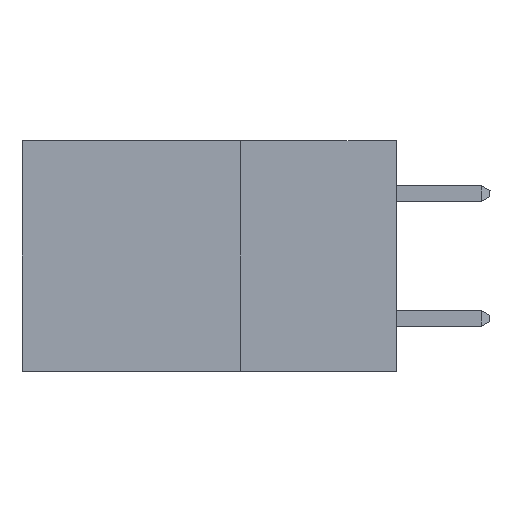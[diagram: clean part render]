
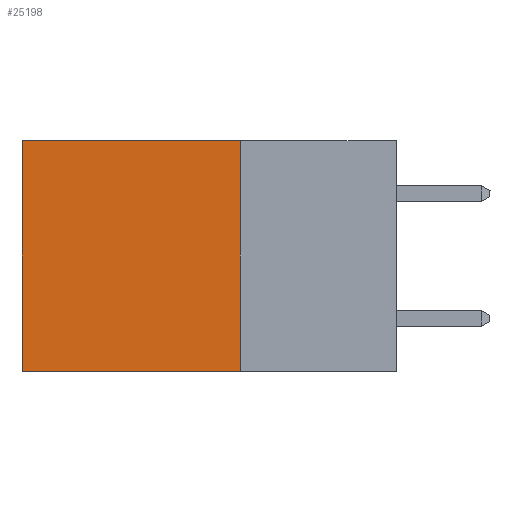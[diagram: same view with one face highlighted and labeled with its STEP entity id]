
A CAD part, left-side view. The second image highlights one B-rep face of the part: STEP entity #25198.
In plain terms, the highlighted planar face has unit normal (-1, 0, 0).
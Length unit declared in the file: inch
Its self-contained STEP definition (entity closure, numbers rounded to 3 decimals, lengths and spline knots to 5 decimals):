
#1899 = CARTESIAN_POINT ( 'NONE',  ( 0.298, 0.25, 0. ) ) ;
#2647 = CARTESIAN_POINT ( 'NONE',  ( 0.298, 0.6, 0. ) ) ;
#3485 = VERTEX_POINT ( 'NONE', #2647 ) ;
#3612 = CARTESIAN_POINT ( 'NONE',  ( 0.298, 0.6, -0.37 ) ) ;
#4567 = DIRECTION ( 'NONE',  ( 0., 1., 0. ) ) ;
#7185 = LINE ( 'NONE', #1899, #27685 ) ;
#10251 = ORIENTED_EDGE ( 'NONE', *, *, #15270, .T. ) ;
#10615 = LINE ( 'NONE', #11248, #31044 ) ;
#10899 = ORIENTED_EDGE ( 'NONE', *, *, #22436, .F. ) ;
#11131 = VERTEX_POINT ( 'NONE', #3612 ) ;
#11248 = CARTESIAN_POINT ( 'NONE',  ( 0.298, 0.25, 0. ) ) ;
#13074 = VECTOR ( 'NONE', #29357, 39.37008 ) ;
#13599 = FACE_OUTER_BOUND ( 'NONE', #25502, .T. ) ;
#13611 = ORIENTED_EDGE ( 'NONE', *, *, #20582, .T. ) ;
#13894 = DIRECTION ( 'NONE',  ( 0., 0., -1. ) ) ;
#13939 = DIRECTION ( 'NONE',  ( 0., 0., -1. ) ) ;
#15270 = EDGE_CURVE ( 'NONE', #26584, #3485, #7185, .T. ) ;
#16138 = EDGE_CURVE ( 'NONE', #24997, #11131, #21794, .T. ) ;
#18216 = ORIENTED_EDGE ( 'NONE', *, *, #16138, .F. ) ;
#18508 = CARTESIAN_POINT ( 'NONE',  ( 0.298, 0.6, 0. ) ) ;
#19535 = CARTESIAN_POINT ( 'NONE',  ( 0.298, 0.25, 0. ) ) ;
#20272 = VECTOR ( 'NONE', #34433, 39.37008 ) ;
#20582 = EDGE_CURVE ( 'NONE', #3485, #11131, #27419, .T. ) ;
#21102 = CARTESIAN_POINT ( 'NONE',  ( 0.298, 0.25, -0.37 ) ) ;
#21794 = LINE ( 'NONE', #26697, #13074 ) ;
#22436 = EDGE_CURVE ( 'NONE', #26584, #24997, #10615, .T. ) ;
#24386 = AXIS2_PLACEMENT_3D ( 'NONE', #29734, #29847, #13894 ) ;
#24997 = VERTEX_POINT ( 'NONE', #21102 ) ;
#25198 = ADVANCED_FACE ( 'NONE', ( #13599 ), #27195, .F. ) ;
#25502 = EDGE_LOOP ( 'NONE', ( #13611, #18216, #10899, #10251 ) ) ;
#26584 = VERTEX_POINT ( 'NONE', #19535 ) ;
#26697 = CARTESIAN_POINT ( 'NONE',  ( 0.298, 0.25, -0.37 ) ) ;
#27195 = PLANE ( 'NONE',  #24386 ) ;
#27419 = LINE ( 'NONE', #18508, #20272 ) ;
#27685 = VECTOR ( 'NONE', #4567, 39.37008 ) ;
#29357 = DIRECTION ( 'NONE',  ( 0., 1., 0. ) ) ;
#29734 = CARTESIAN_POINT ( 'NONE',  ( 0.298, 0.25, 0. ) ) ;
#29847 = DIRECTION ( 'NONE',  ( 1., 0., 0. ) ) ;
#31044 = VECTOR ( 'NONE', #13939, 39.37008 ) ;
#34433 = DIRECTION ( 'NONE',  ( 0., 0., -1. ) ) ;
